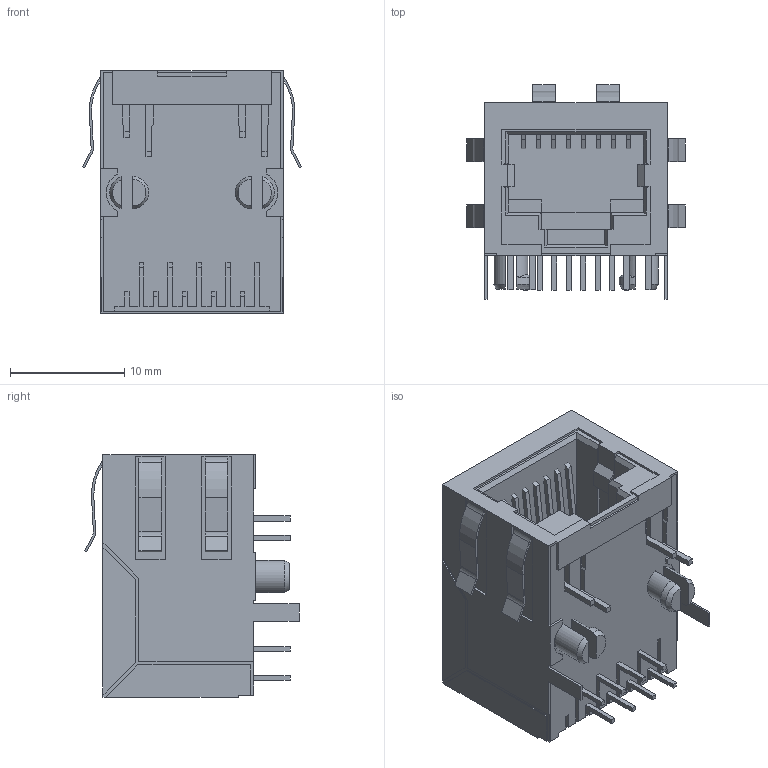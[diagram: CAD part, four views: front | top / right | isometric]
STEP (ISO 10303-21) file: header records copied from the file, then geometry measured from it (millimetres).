
FILE_DESCRIPTION (( 'STEP AP214' ), '1' );
FILE_NAME ('LU1T516-43 LF.STEP', '2015-06-22T09:09:59', ( 'Master' ), ( '' ), 'SwSTEP 2.0', 'SolidWorks 2015', '' );
FILE_SCHEMA (( 'AUTOMOTIVE_DESIGN' ));
Length unit declared in the file: millimetre
Products named in the file (1): LU1T516-43 LF
Bounding box: 19.18 x 18.79 x 21.3 mm (x, y, z)
Volume: 3415.5 mm3; surface area: 4892 mm2
Topology: 22 solids, 22 shells, 507 faces, 1356 edges, 890 vertices
Faces by surface type: plane 457, cylinder 44, cone 6
Entity records: 16563 total; most frequent: CARTESIAN_POINT 2808, ORIENTED_EDGE 2712, DIRECTION 2452, EDGE_CURVE 1356, LINE 1256, VECTOR 1256, VERTEX_POINT 890, AXIS2_PLACEMENT_3D 598
